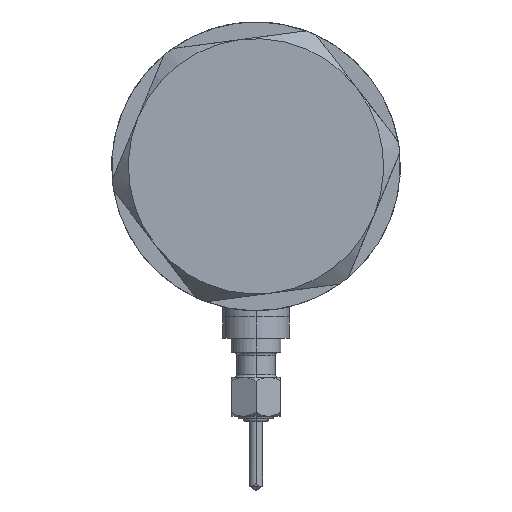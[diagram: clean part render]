
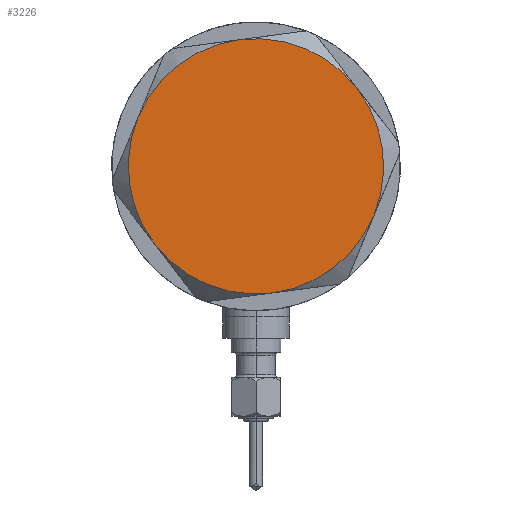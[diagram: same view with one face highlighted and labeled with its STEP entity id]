
A CAD part, left-side view. The second image highlights one B-rep face of the part: STEP entity #3226.
In plain terms, the highlighted face is planar.
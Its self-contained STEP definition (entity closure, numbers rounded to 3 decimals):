
#21 = CARTESIAN_POINT ( 'NONE',  ( 11.5, 19.919, 9. ) ) ;
#28 = EDGE_CURVE ( 'NONE', #1202, #6520, #4479, .T. ) ;
#297 = AXIS2_PLACEMENT_3D ( 'NONE', #4105, #4033, #3099 ) ;
#302 = CARTESIAN_POINT ( 'NONE',  ( 0., 0., 9. ) ) ;
#361 = EDGE_LOOP ( 'NONE', ( #5811, #3261, #3574, #2585, #2494, #2855 ) ) ;
#552 = DIRECTION ( 'NONE',  ( 1., 0., 0. ) ) ;
#589 = CARTESIAN_POINT ( 'NONE',  ( 0., 0., 9. ) ) ;
#900 = CARTESIAN_POINT ( 'NONE',  ( 0., 0., 9. ) ) ;
#1202 = VERTEX_POINT ( 'NONE', #5516 ) ;
#1427 = DIRECTION ( 'NONE',  ( 1., 0., 0. ) ) ;
#1446 = CARTESIAN_POINT ( 'NONE',  ( 0., 0., 9. ) ) ;
#1844 = DIRECTION ( 'NONE',  ( 0., 0., 1. ) ) ;
#2421 = DIRECTION ( 'NONE',  ( 1., 0., 0. ) ) ;
#2444 = VERTEX_POINT ( 'NONE', #3401 ) ;
#2494 = ORIENTED_EDGE ( 'NONE', *, *, #4039, .T. ) ;
#2495 = CARTESIAN_POINT ( 'NONE',  ( -11.5, 19.919, 9. ) ) ;
#2585 = ORIENTED_EDGE ( 'NONE', *, *, #5235, .T. ) ;
#2602 = AXIS2_PLACEMENT_3D ( 'NONE', #3073, #3661, #1427 ) ;
#2629 = VERTEX_POINT ( 'NONE', #21 ) ;
#2855 = ORIENTED_EDGE ( 'NONE', *, *, #5956, .T. ) ;
#3073 = CARTESIAN_POINT ( 'NONE',  ( 0., 0., 9. ) ) ;
#3099 = DIRECTION ( 'NONE',  ( 1., 0., 0. ) ) ;
#3135 = EDGE_CURVE ( 'NONE', #6520, #2629, #4703, .T. ) ;
#3226 = ADVANCED_FACE ( 'NONE', ( #4877 ), #5316, .T. ) ;
#3261 = ORIENTED_EDGE ( 'NONE', *, *, #3135, .T. ) ;
#3337 = AXIS2_PLACEMENT_3D ( 'NONE', #1446, #4684, #6870 ) ;
#3401 = CARTESIAN_POINT ( 'NONE',  ( -23., 0., 9. ) ) ;
#3437 = AXIS2_PLACEMENT_3D ( 'NONE', #900, #6322, #6746 ) ;
#3529 = VERTEX_POINT ( 'NONE', #2495 ) ;
#3574 = ORIENTED_EDGE ( 'NONE', *, *, #5342, .T. ) ;
#3661 = DIRECTION ( 'NONE',  ( 0., 0., 1. ) ) ;
#4033 = DIRECTION ( 'NONE',  ( 0., 0., 1. ) ) ;
#4039 = EDGE_CURVE ( 'NONE', #2444, #4913, #5167, .T. ) ;
#4105 = CARTESIAN_POINT ( 'NONE',  ( 0., 0., 9. ) ) ;
#4376 = CARTESIAN_POINT ( 'NONE',  ( 0., 0., 9. ) ) ;
#4479 = CIRCLE ( 'NONE', #5042, 23. ) ;
#4521 = CIRCLE ( 'NONE', #297, 23. ) ;
#4684 = DIRECTION ( 'NONE',  ( 0., 0., 1. ) ) ;
#4703 = CIRCLE ( 'NONE', #2602, 23. ) ;
#4735 = CIRCLE ( 'NONE', #3337, 23. ) ;
#4817 = AXIS2_PLACEMENT_3D ( 'NONE', #589, #5896, #552 ) ;
#4877 = FACE_OUTER_BOUND ( 'NONE', #361, .T. ) ;
#4913 = VERTEX_POINT ( 'NONE', #5870 ) ;
#5042 = AXIS2_PLACEMENT_3D ( 'NONE', #302, #1844, #2421 ) ;
#5167 = CIRCLE ( 'NONE', #6744, 23. ) ;
#5235 = EDGE_CURVE ( 'NONE', #3529, #2444, #4521, .T. ) ;
#5316 = PLANE ( 'NONE',  #4817 ) ;
#5342 = EDGE_CURVE ( 'NONE', #2629, #3529, #4735, .T. ) ;
#5516 = CARTESIAN_POINT ( 'NONE',  ( 11.5, -19.919, 9. ) ) ;
#5811 = ORIENTED_EDGE ( 'NONE', *, *, #28, .T. ) ;
#5870 = CARTESIAN_POINT ( 'NONE',  ( -11.5, -19.919, 9. ) ) ;
#5896 = DIRECTION ( 'NONE',  ( 0., 0., 1. ) ) ;
#5956 = EDGE_CURVE ( 'NONE', #4913, #1202, #6439, .T. ) ;
#5975 = DIRECTION ( 'NONE',  ( 1., 0., 0. ) ) ;
#6234 = CARTESIAN_POINT ( 'NONE',  ( 23., 0., 9. ) ) ;
#6322 = DIRECTION ( 'NONE',  ( 0., 0., 1. ) ) ;
#6439 = CIRCLE ( 'NONE', #3437, 23. ) ;
#6505 = DIRECTION ( 'NONE',  ( 0., 0., 1. ) ) ;
#6520 = VERTEX_POINT ( 'NONE', #6234 ) ;
#6744 = AXIS2_PLACEMENT_3D ( 'NONE', #4376, #6505, #5975 ) ;
#6746 = DIRECTION ( 'NONE',  ( 1., 0., 0. ) ) ;
#6870 = DIRECTION ( 'NONE',  ( 1., 0., 0. ) ) ;
